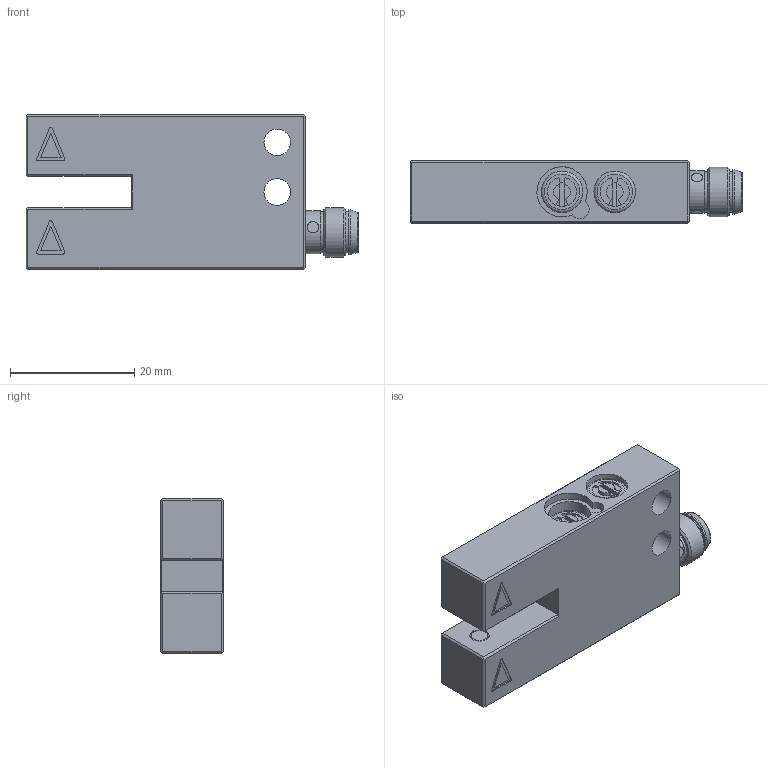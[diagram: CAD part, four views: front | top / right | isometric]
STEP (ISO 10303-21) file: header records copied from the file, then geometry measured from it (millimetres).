
FILE_DESCRIPTION(/* description */ ('','CAx-IF Rec.Pracs.---Representation and Presentation of Product Manufacturing Information (PMI)---4.0---2014-10-13'),/* implementation_level */ '2;1');
FILE_NAME(/* name */ 'Gehäuse OGU 005x gefräst_Datenblatt.stp',/* time_stamp */ '2019-05-02T15:03:44+02:00',/* author */ ('cf'),/* organization */ ('di-soric GmbH & Co. KG'),/* preprocessor_version */ 'ST-DEVELOPER v17.2',/* originating_system */ 'Autodesk Inventor 2019',/* authorisation */ '');
FILE_SCHEMA (('AP242_MANAGED_MODEL_BASED_3D_ENGINEERING_MIM_LF { 1 0 10303 442 1 1 4 }'));
Length unit declared in the file: millimetre
Products named in the file (1): Gehäuse OGU 005x gefräst_Datenblatt
Bounding box: 53.5 x 10 x 25 mm (x, y, z)
Volume: 10130.9 mm3; surface area: 4767.6 mm2
Topology: 1 solids, 10 shells, 239 faces, 586 edges, 389 vertices
Faces by surface type: plane 155, cylinder 72, cone 5, torus 4, sphere 3
Full cylindrical faces by diameter (mm): 1 x3, 2 x2, 3.1 x2, 4.3 x2, 5.7 x1, 5.8 x2, 6.4 x1, 6.6 x4, 6.7 x4, 6.9 x1, 7.2 x1, 8 x1
Entity records: 7558 total; most frequent: CARTESIAN_POINT 1554, DIRECTION 1199, ORIENTED_EDGE 1166, EDGE_CURVE 583, AXIS2_PLACEMENT_3D 417, VERTEX_POINT 389, LINE 365, VECTOR 365
